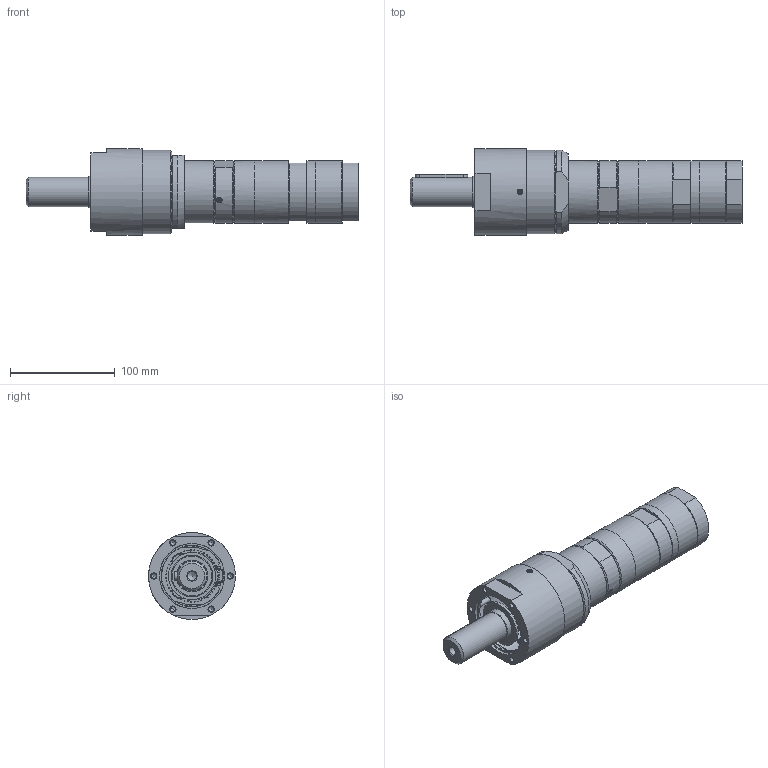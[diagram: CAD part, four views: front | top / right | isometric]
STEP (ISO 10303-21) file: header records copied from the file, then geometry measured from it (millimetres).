
FILE_DESCRIPTION(/* description */ (''),/* implementation_level */ '2;1');
FILE_NAME(/* name */ 'MRD 120-140_60002237.stp',/* time_stamp */ '2018-08-31T14:23:59+02:00',/* author */ ('FLambert'),/* organization */ (''),/* preprocessor_version */ 'ST-DEVELOPER v17',/* originating_system */ 'Autodesk Inventor 2018',/* authorisation */ '');
FILE_SCHEMA (('AUTOMOTIVE_DESIGN { 1 0 10303 214 3 1 1 }'));
Length unit declared in the file: millimetre
Products named in the file (1): MRD 120-140_60002237
Bounding box: 317 x 83 x 83 mm (x, y, z)
Volume: 937066.4 mm3; surface area: 85837.2 mm2
Topology: 1 solids, 56 shells, 577 faces, 1355 edges, 911 vertices
Faces by surface type: cylinder 269, plane 237, cone 50, torus 10, bspline 7, sphere 4
Full cylindrical faces by diameter (mm): 1.55 x4, 2.5 x2, 3.3 x1, 3.6 x2, 4 x4, 4.917 x6, 5 x2, 5.5 x2, 8.376 x1, 14.95 x2, 18.631 x1, 28 x1, 30 x2, 36.5 x1, 38 x1, 40 x1, 45 x1, 60 x5, 62 x2, 65 x1, 67 x1, 67.4 x1, 80 x1, 83 x1
Entity records: 17637 total; most frequent: CARTESIAN_POINT 3337, DIRECTION 3134, ORIENTED_EDGE 2694, EDGE_CURVE 1347, AXIS2_PLACEMENT_3D 1294, VERTEX_POINT 911, CIRCLE 723, EDGE_LOOP 622
